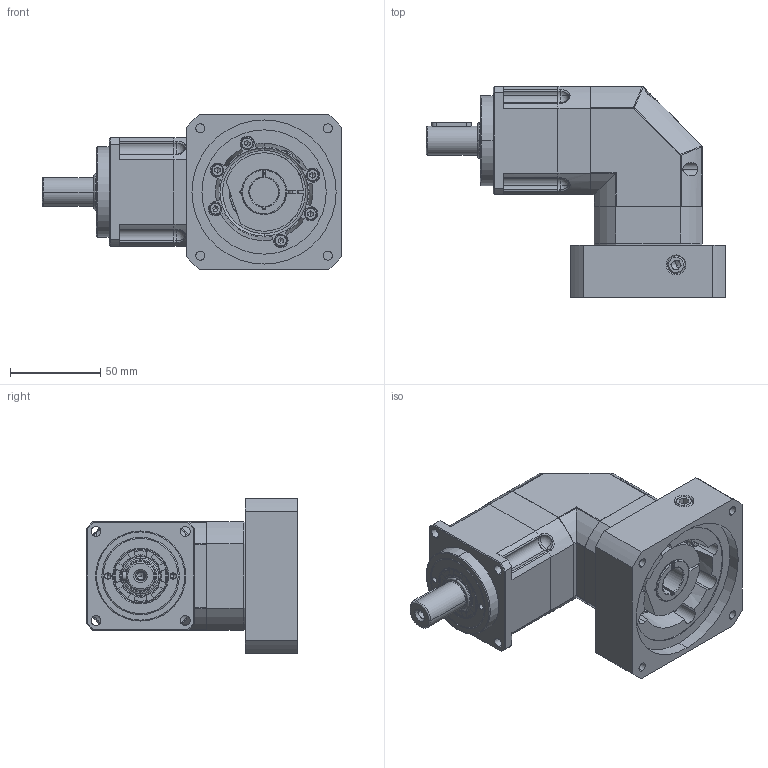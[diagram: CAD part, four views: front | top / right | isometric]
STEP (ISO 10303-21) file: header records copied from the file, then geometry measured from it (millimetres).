
FILE_DESCRIPTION (( 'STEP AP203' ), '1' );
FILE_NAME ('FABR060M1-L1-16-80-100-M6-42.5.STEP', '2021-05-25T01:59:33', ( '微软用户' ), ( '微软中国' ), 'SwSTEP 2.0', 'SolidWorks 2016', '' );
FILE_SCHEMA (( 'CONFIG_CONTROL_DESIGN' ));
Length unit declared in the file: millimetre
Products named in the file (15): 珨撰眻褒眊极FABR060D-21.04; 输入轴FABR060M1-19; 输入法兰FAB060M1-80X30XM6; 坶踡遠23-43.5-12(1); 输入调整套19-16; hex socket set screws with cone point gb_GB_FASTENER_SCREWS_HSCP M10X10-N_3; FABR060M1-L1-16-80-100-M6-42.5; hexagon socket head cap screws gb_GB_FASTENER_SCREWS_HSHCS M4X16-N_2; A倰す瑩5-22_1; FAB060D怀堤俴陎殤1; 4-输入端壳体FABR060M1; FAB060D输出内齿圈壳体; 7-怀堤傷褲极FABR060D; FAB060D隅弇覃淕杶; 蚐猾20304
Assembly tree (19 placements, depth 2):
  FABR060M1-L1-16-80-100-M6-42.5
    4-输入端壳体FABR060M1
    7-怀堤傷褲极FABR060D
    蚐猾20304
    输入轴FABR060M1-19
    坶踡遠23-43.5-12(1)
    hex socket set screws with cone point gb_GB_FASTENER_SCREWS_HSCP M10X10-N_3
    hexagon socket head cap screws gb_GB_FASTENER_SCREWS_HSHCS M4X16-N_2  x6
    A倰す瑩5-22_1
    FAB060D怀堤俴陎殤1
    FAB060D输出内齿圈壳体
    FAB060D隅弇覃淕杶
    珨撰眻褒眊极FABR060D-21.04
    输入法兰FAB060M1-80X30XM6
    输入调整套19-16
Bounding box: 166 x 117 x 86 mm (x, y, z)
Volume: 409920.5 mm3; surface area: 128605.3 mm2
Topology: 19 solids, 33 shells, 987 faces, 2384 edges, 1481 vertices
Faces by surface type: cylinder 390, plane 352, cone 143, bspline 46, torus 39, sphere 17
Entity records: 32343 total; most frequent: CARTESIAN_POINT 10486, DIRECTION 4364, ORIENTED_EDGE 4090, EDGE_CURVE 2061, AXIS2_PLACEMENT_3D 1748, VERTEX_POINT 1312, EDGE_LOOP 977, CIRCLE 909
